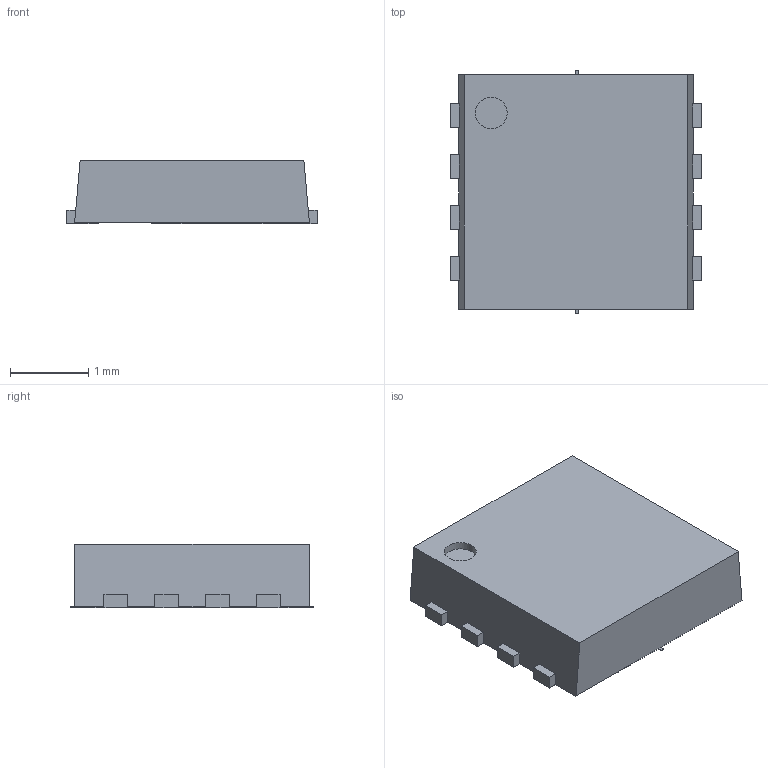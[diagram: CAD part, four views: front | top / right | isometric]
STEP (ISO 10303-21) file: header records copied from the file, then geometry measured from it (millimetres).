
FILE_DESCRIPTION(/* description */ ('','CAx-IF Rec.Pracs.---Representation and Presentation of Product Manufacturing Information (PMI)---4.0---2014-10-13'),/* implementation_level */ '2;1');
FILE_NAME(/* name */ 'HSBB6066.step',/* time_stamp */ '2025-01-15T00:06:28+09:00',/* author */ (''),/* organization */ (''),/* preprocessor_version */ 'ST-DEVELOPER v20',/* originating_system */ 'Autodesk Translation Framework v13.20.0.188',/* authorisation */ '');
FILE_SCHEMA (('AP242_MANAGED_MODEL_BASED_3D_ENGINEERING_MIM_LF { 1 0 10303 442 1 1 4 }'));
Length unit declared in the file: millimetre
Products named in the file (21): 6311262464; Body; Open CASCADE STEP translator 6.8 18.2.1; Open CASCADE STEP translator 6.8 18.1; Pin_Shape; Open CASCADE STEP translator 6.8 18.4.1; Pin_Shape_1; Open CASCADE STEP translator 6.8 18.4.1_1; Pin_Shape_2; Open CASCADE STEP translator 6.8 18.4.1_2; Pin_Shape_3; Open CASCADE STEP translator 6.8 18.4.1_3; Pin_Shape_4; Open CASCADE STEP translator 6.8 18.4.1_4; Pin_Shape_5; Open CASCADE STEP translator 6.8 18.4.1_5; Pin_Shape_6; Open CASCADE STEP translator 6.8 18.4.1_6; Pin_Shape_7; Open CASCADE STEP translator 6.8 18.4.1_7; Thermal_Shape
Assembly tree (20 placements, depth 3):
  6311262464
    Body
      Open CASCADE STEP translator 6.8 18.2.1
    Open CASCADE STEP translator 6.8 18.1
    Pin_Shape
      Open CASCADE STEP translator 6.8 18.4.1
    Pin_Shape_1
      Open CASCADE STEP translator 6.8 18.4.1_1
    Pin_Shape_2
      Open CASCADE STEP translator 6.8 18.4.1_2
    Pin_Shape_3
      Open CASCADE STEP translator 6.8 18.4.1_3
    Pin_Shape_4
      Open CASCADE STEP translator 6.8 18.4.1_4
    Pin_Shape_5
      Open CASCADE STEP translator 6.8 18.4.1_5
    Pin_Shape_6
      Open CASCADE STEP translator 6.8 18.4.1_6
    Pin_Shape_7
      Open CASCADE STEP translator 6.8 18.4.1_7
    Thermal_Shape
Bounding box: 3.2 x 3.1 x 0.81 mm (x, y, z)
Volume: 7.1 mm3; surface area: 38.7 mm2
Topology: 6 solids, 7 shells, 79 faces, 196 edges, 131 vertices
Faces by surface type: plane 78, cylinder 1
Full cylindrical faces by diameter (mm): 0.406 x1
Entity records: 2863 total; most frequent: CARTESIAN_POINT 447, DIRECTION 439, ORIENTED_EDGE 391, EDGE_CURVE 196, LINE 193, VECTOR 193, VERTEX_POINT 131, AXIS2_PLACEMENT_3D 123
